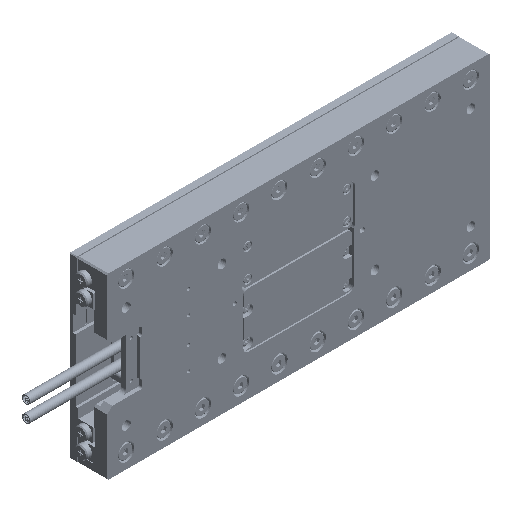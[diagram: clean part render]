
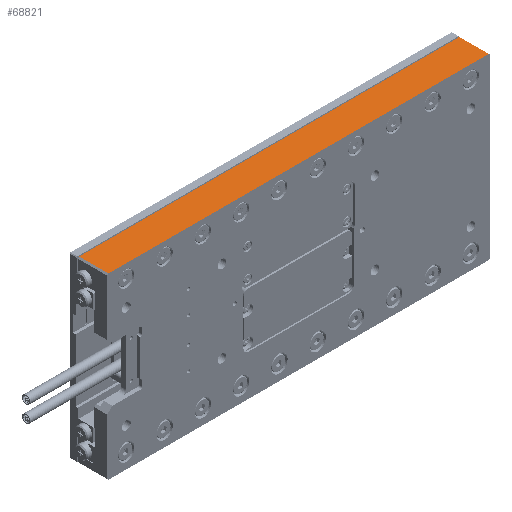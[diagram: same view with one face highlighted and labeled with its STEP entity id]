
A CAD part, isometric view. The second image highlights one B-rep face of the part: STEP entity #68821.
In plain terms, the highlighted planar face has unit normal (0, 0, 1).
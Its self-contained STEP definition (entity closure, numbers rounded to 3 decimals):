
#1388 = FACE_OUTER_BOUND ( 'NONE', #44200, .T. ) ;
#1393 = VECTOR ( 'NONE', #78358, 1000. ) ;
#2394 = EDGE_CURVE ( 'NONE', #76850, #19132, #59023, .T. ) ;
#3042 = CARTESIAN_POINT ( 'NONE',  ( 74.5, 0., 35. ) ) ;
#3620 = CARTESIAN_POINT ( 'NONE',  ( 74.5, 5.5, 35. ) ) ;
#9795 = ORIENTED_EDGE ( 'NONE', *, *, #32283, .T. ) ;
#10242 = CARTESIAN_POINT ( 'NONE',  ( -74.5, 0., 35. ) ) ;
#13753 = CARTESIAN_POINT ( 'NONE',  ( -81.708, 11.5, 35. ) ) ;
#14216 = VECTOR ( 'NONE', #48596, 1000. ) ;
#14858 = CARTESIAN_POINT ( 'NONE',  ( -75., 0., 35. ) ) ;
#15160 = VERTEX_POINT ( 'NONE', #34560 ) ;
#16095 = DIRECTION ( 'NONE',  ( -1., 0., 0. ) ) ;
#19132 = VERTEX_POINT ( 'NONE', #3042 ) ;
#22827 = ORIENTED_EDGE ( 'NONE', *, *, #79190, .F. ) ;
#23424 = CARTESIAN_POINT ( 'NONE',  ( 74.5, 11.5, 35. ) ) ;
#27026 = PLANE ( 'NONE',  #67916 ) ;
#28193 = VECTOR ( 'NONE', #38199, 1000. ) ;
#30206 = ORIENTED_EDGE ( 'NONE', *, *, #57339, .T. ) ;
#30780 = CARTESIAN_POINT ( 'NONE',  ( -75., 5.5, 35. ) ) ;
#32283 = EDGE_CURVE ( 'NONE', #15160, #76850, #51345, .T. ) ;
#34560 = CARTESIAN_POINT ( 'NONE',  ( -74.5, 11.5, 35. ) ) ;
#35256 = ORIENTED_EDGE ( 'NONE', *, *, #2394, .T. ) ;
#38199 = DIRECTION ( 'NONE',  ( 1., 0., 0. ) ) ;
#38759 = CARTESIAN_POINT ( 'NONE',  ( -74.5, 5.5, 35. ) ) ;
#40794 = VECTOR ( 'NONE', #66043, 1000. ) ;
#41750 = DIRECTION ( 'NONE',  ( 0., 0., -1. ) ) ;
#42512 = VERTEX_POINT ( 'NONE', #23424 ) ;
#44200 = EDGE_LOOP ( 'NONE', ( #35256, #30206, #22827, #9795 ) ) ;
#48596 = DIRECTION ( 'NONE',  ( 0., 1., 0. ) ) ;
#51345 = LINE ( 'NONE', #38759, #40794 ) ;
#57339 = EDGE_CURVE ( 'NONE', #19132, #42512, #61212, .T. ) ;
#59023 = LINE ( 'NONE', #14858, #1393 ) ;
#61212 = LINE ( 'NONE', #3620, #14216 ) ;
#66043 = DIRECTION ( 'NONE',  ( 0., -1., 0. ) ) ;
#67916 = AXIS2_PLACEMENT_3D ( 'NONE', #30780, #41750, #16095 ) ;
#68821 = ADVANCED_FACE ( 'NONE', ( #1388 ), #27026, .F. ) ;
#71384 = LINE ( 'NONE', #13753, #28193 ) ;
#76850 = VERTEX_POINT ( 'NONE', #10242 ) ;
#78358 = DIRECTION ( 'NONE',  ( 1., 0., 0. ) ) ;
#79190 = EDGE_CURVE ( 'NONE', #15160, #42512, #71384, .T. ) ;
